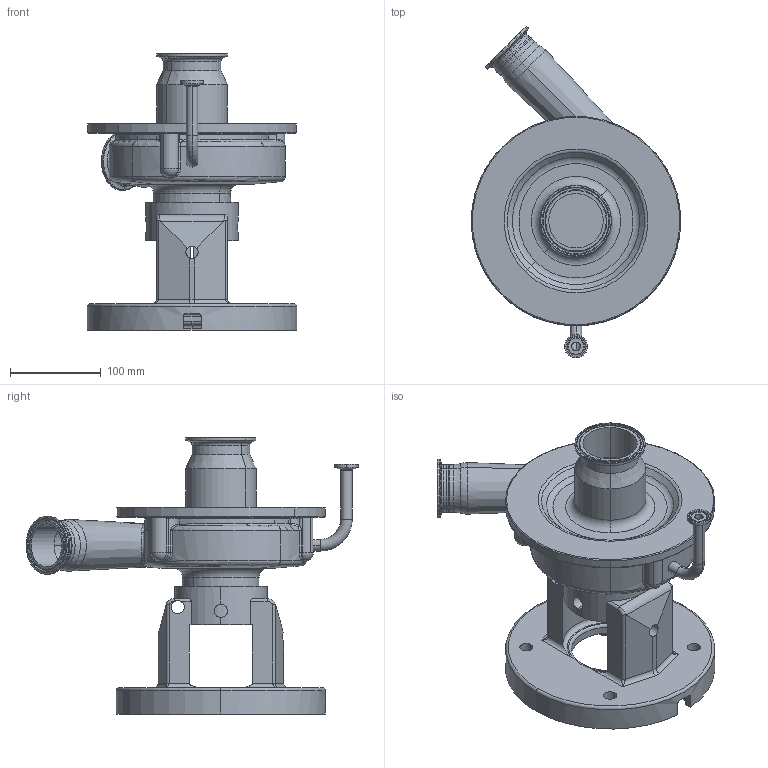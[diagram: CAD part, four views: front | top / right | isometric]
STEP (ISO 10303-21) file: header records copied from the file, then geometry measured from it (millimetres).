
FILE_DESCRIPTION (( 'STEP AP214' ), '1' );
FILE_NAME ('FPX 3521-3522 180TC 45 LEFT 1-2 IN ELBOW FRONT.STEP', '2022-12-19T16:55:20', ( '' ), ( '' ), 'SwSTEP 2.0', 'SolidWorks 2021', '' );
FILE_SCHEMA (( 'AUTOMOTIVE_DESIGN' ));
Length unit declared in the file: millimetre
Products named in the file (2): FPX 352 180TC 45 LEFT 1-2 IN ELBOW FRONT^1275000088.STEP; FPX 3521-3522 180TC 45 LEFT 1-2 IN ELBOW FRONT
Assembly tree (1 placements, depth 2):
  FPX 3521-3522 180TC 45 LEFT 1-2 IN ELBOW FRONT
    FPX 352 180TC 45 LEFT 1-2 IN ELBOW FRONT^1275000088.STEP
Bounding box: 230 x 364.95 x 303.5 mm (x, y, z)
Volume: 3134000.8 mm3; surface area: 449515.5 mm2
Topology: 2 solids, 3 shells, 528 faces, 1291 edges, 753 vertices
Faces by surface type: cylinder 190, torus 142, plane 83, bspline 67, cone 30, sphere 16
Entity records: 26146 total; most frequent: CARTESIAN_POINT 14048, DIRECTION 2621, ORIENTED_EDGE 2542, EDGE_CURVE 1271, AXIS2_PLACEMENT_3D 1137, VERTEX_POINT 750, CIRCLE 672, EDGE_LOOP 563
